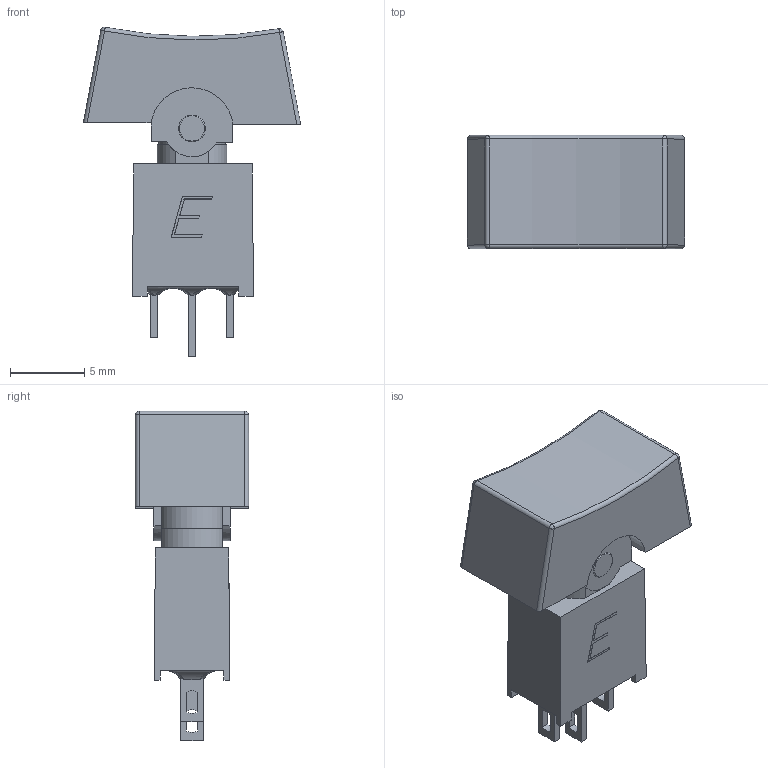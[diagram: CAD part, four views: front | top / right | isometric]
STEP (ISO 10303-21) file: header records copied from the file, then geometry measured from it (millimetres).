
FILE_DESCRIPTION((' '),'2;1');
FILE_NAME('400AWMSPxR1M1xE.stp','2017-07-20T11:16:58',(' '),(' '),' ','ACIS',' ');
FILE_SCHEMA(('CONFIG_CONTROL_DESIGN'));
Length unit declared in the file: inch
Products named in the file (1): 400AWMSPxR1M1xE.stp
Bounding box: 14.6 x 7.62 x 22.13 mm (x, y, z)
Volume: 733.1 mm3; surface area: 1080 mm2
Topology: 1 solids, 1 shells, 138 faces, 374 edges, 243 vertices
Faces by surface type: plane 93, cylinder 29, bspline 8, sphere 4, torus 4
Full cylindrical faces by diameter (mm): 3.5 x1
Entity records: 5472 total; most frequent: CARTESIAN_POINT 1920, ORIENTED_EDGE 740, DIRECTION 667, EDGE_CURVE 370, VECTOR 265, LINE 265, VERTEX_POINT 242, AXIS2_PLACEMENT_3D 201
